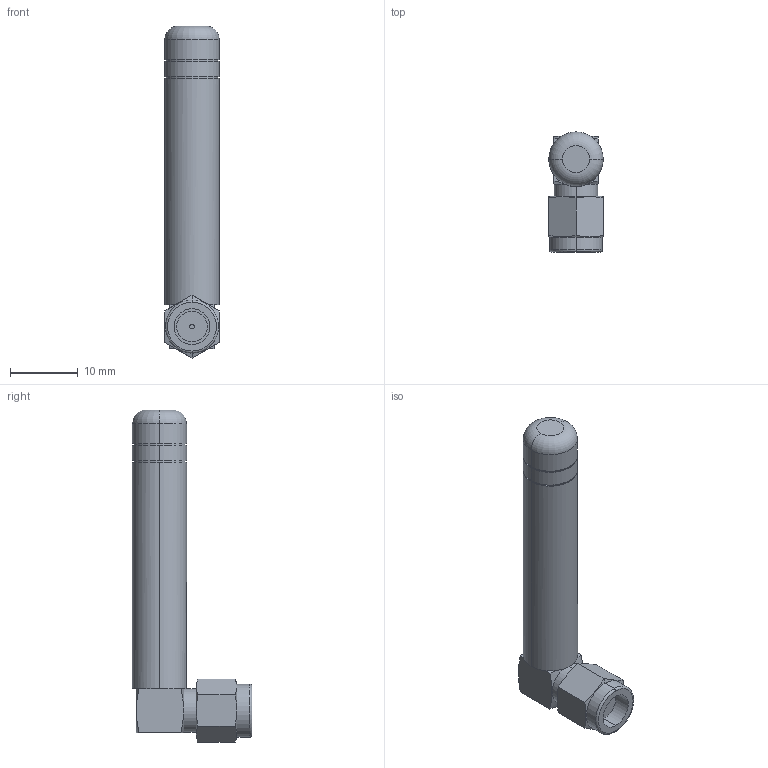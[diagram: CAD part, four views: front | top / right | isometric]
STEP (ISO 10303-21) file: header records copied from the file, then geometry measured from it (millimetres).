
FILE_DESCRIPTION (( 'STEP AP203' ), '1' );
FILE_NAME ('ﾀ炅褊浯 ANT 2.4 BY-2400-01 R_A RPSMA.step', '2018-01-24T09:20:10', ( 'ﾐ黑瑙' ), ( '' ), 'SwSTEP 2.0', 'SolidWorks 2016', '' );
FILE_SCHEMA (( 'CONFIG_CONTROL_DESIGN' ));
Length unit declared in the file: millimetre
Products named in the file (1): ﾀ炅褊浯 ANT 2.4 BY-2400-01 R_A RPSMA
Bounding box: 8 x 17.6 x 48.87 mm (x, y, z)
Volume: 2756.8 mm3; surface area: 1734.6 mm2
Topology: 1 solids, 1 shells, 69 faces, 150 edges, 92 vertices
Faces by surface type: plane 33, cylinder 22, cone 10, torus 4
Entity records: 2041 total; most frequent: CARTESIAN_POINT 454, DIRECTION 330, ORIENTED_EDGE 300, EDGE_CURVE 150, AXIS2_PLACEMENT_3D 140, VERTEX_POINT 92, EDGE_LOOP 78, CIRCLE 70
